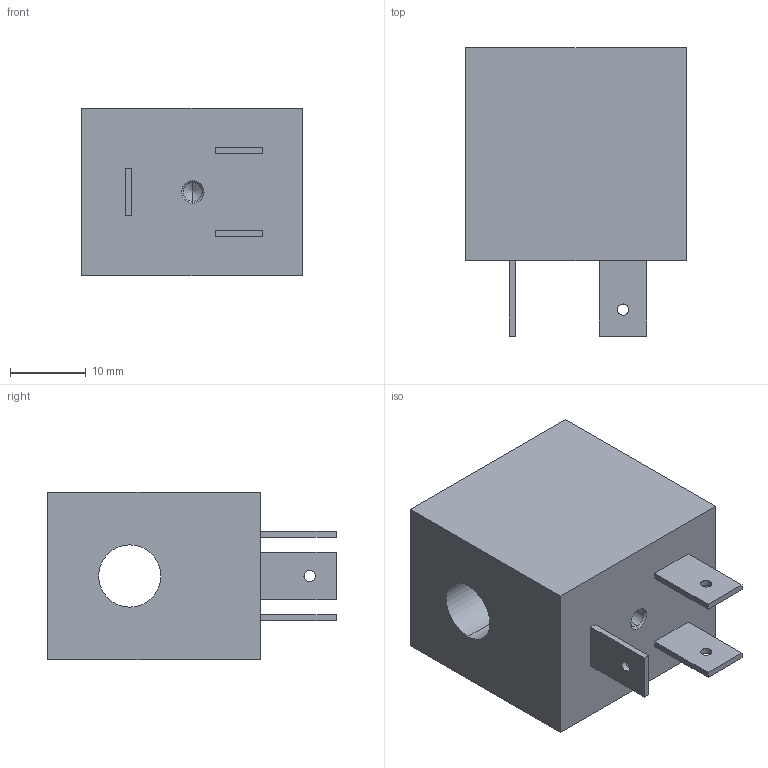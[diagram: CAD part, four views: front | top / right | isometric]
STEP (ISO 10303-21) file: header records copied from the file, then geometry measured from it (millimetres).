
FILE_DESCRIPTION (( 'STEP AP203' ), '1' );
FILE_NAME ('HVC-110A.step', '2022-04-19T17:45:54', ( '' ), ( '' ), 'SwSTEP 2.0', 'SolidWorks 2021', '' );
FILE_SCHEMA (( 'CONFIG_CONTROL_DESIGN' ));
Length unit declared in the file: millimetre
Products named in the file (1): HVC-110A
Bounding box: 29 x 38 x 22 mm (x, y, z)
Volume: 16454.3 mm3; surface area: 5238.4 mm2
Topology: 1 solids, 1 shells, 35 faces, 86 edges, 55 vertices
Faces by surface type: plane 21, cylinder 10, cone 4
Entity records: 1109 total; most frequent: DIRECTION 178, CARTESIAN_POINT 175, ORIENTED_EDGE 168, EDGE_CURVE 84, LINE 62, VECTOR 62, AXIS2_PLACEMENT_3D 58, VERTEX_POINT 55
